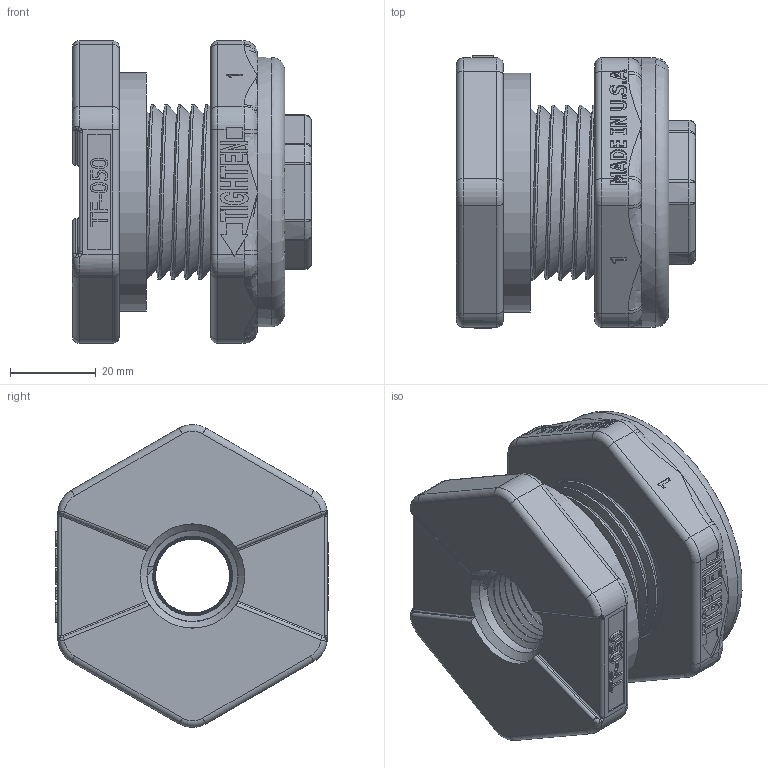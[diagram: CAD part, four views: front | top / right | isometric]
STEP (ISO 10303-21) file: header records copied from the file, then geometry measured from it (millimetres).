
FILE_DESCRIPTION(/* description */ ('1/2" NPT TANK FITTING, UNBAGGED'),/* implementation_level */ '2;1');
FILE_NAME(/* name */ 'TF050.stp',/* time_stamp */ '2017-08-22T07:54:08-04:00',/* author */ ('areid'),/* organization */ (''),/* preprocessor_version */ 'ST-DEVELOPER v16.5',/* originating_system */ 'Autodesk Inventor 2017',/* authorisation */ '');
FILE_SCHEMA (('AUTOMOTIVE_DESIGN { 1 0 10303 214 3 1 1 }'));
Length unit declared in the file: inch
Products named in the file (5): TF050U; TF051; TF073; TF073X; 150G
Assembly tree (4 placements, depth 3):
  TF050U
    TF051
    TF073
      TF073X
    150G
Bounding box: 55.88 x 63.75 x 70.77 mm (x, y, z)
Volume: 111756.2 mm3; surface area: 37601.1 mm2
Topology: 3 solids, 3 shells, 891 faces, 2355 edges, 1517 vertices
Faces by surface type: plane 501, bspline 227, cylinder 95, cone 31, torus 25, sphere 12
Full cylindrical faces by diameter (mm): 17.272 x1, 36.322 x10, 41.148 x1, 41.275 x1, 41.961 x4, 55.88 x1, 62.992 x1
Entity records: 36149 total; most frequent: CARTESIAN_POINT 16432, ORIENTED_EDGE 4432, DIRECTION 3321, EDGE_CURVE 2216, LINE 1473, VECTOR 1473, VERTEX_POINT 1441, EDGE_LOOP 931
